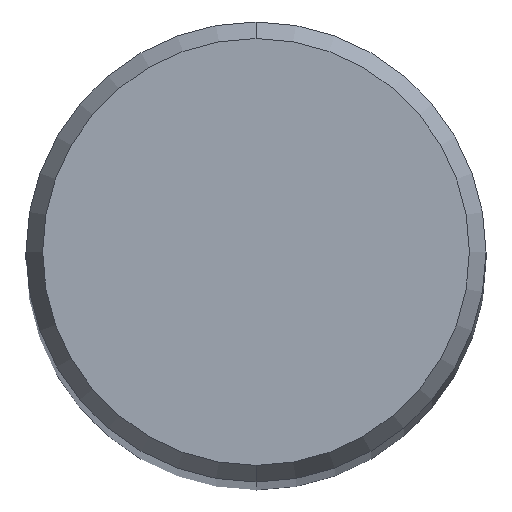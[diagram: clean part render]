
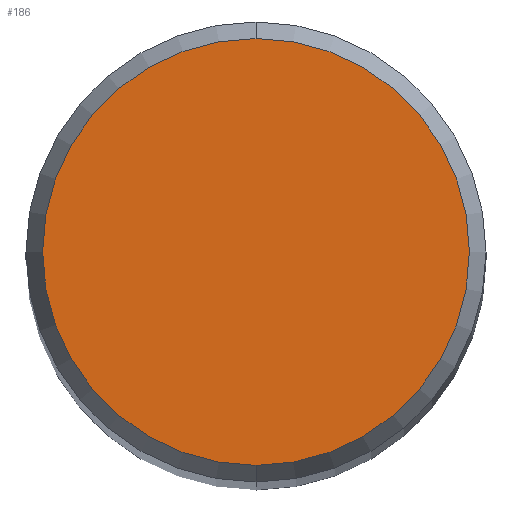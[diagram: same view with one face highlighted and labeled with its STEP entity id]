
A CAD part, top view. The second image highlights one B-rep face of the part: STEP entity #186.
In plain terms, the highlighted planar face has unit normal (0, 0, 1).
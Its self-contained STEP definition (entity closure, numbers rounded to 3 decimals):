
#134=EDGE_CURVE('',#206,#190,#281,.T.);
#186=ADVANCED_FACE('',(#339),#340,.T.);
#190=VERTEX_POINT('',#344);
#198=EDGE_CURVE('',#190,#206,#353,.T.);
#206=VERTEX_POINT('',#361);
#281=CIRCLE('',#443,2.946);
#339=FACE_OUTER_BOUND('',#518,.T.);
#340=PLANE('',#519);
#344=CARTESIAN_POINT('',(0.,-2.946,0.01));
#353=CIRCLE('',#536,2.946);
#361=CARTESIAN_POINT('',(0.0,2.946,0.01));
#443=AXIS2_PLACEMENT_3D('',#617,#618,#619);
#518=EDGE_LOOP('',(#690,#691));
#519=AXIS2_PLACEMENT_3D('',#692,#693,#694);
#536=AXIS2_PLACEMENT_3D('',#710,#711,#712);
#617=CARTESIAN_POINT('',(0.0,0.0,0.01));
#618=DIRECTION('',(0.0,0.0,-1.0));
#619=DIRECTION('',(0.0,1.0,0.0));
#690=ORIENTED_EDGE('',*,*,#134,.F.);
#691=ORIENTED_EDGE('',*,*,#198,.F.);
#692=CARTESIAN_POINT('',(0.0,1.473,0.01));
#693=DIRECTION('',(-0.0,0.0,1.0));
#694=DIRECTION('',(0.0,-1.0,0.0));
#710=CARTESIAN_POINT('',(0.0,0.0,0.01));
#711=DIRECTION('',(0.0,0.0,-1.0));
#712=DIRECTION('',(0.0,1.0,0.0));
